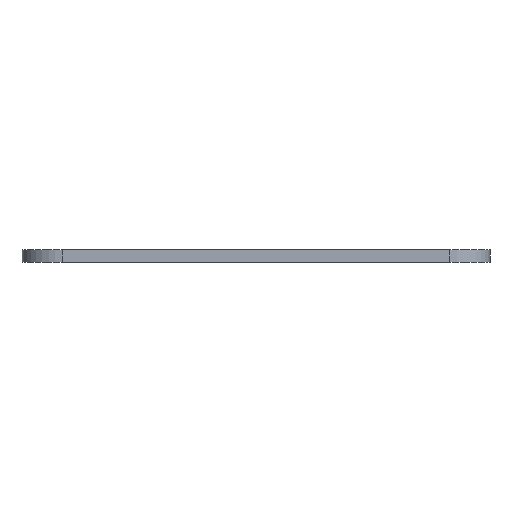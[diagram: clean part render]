
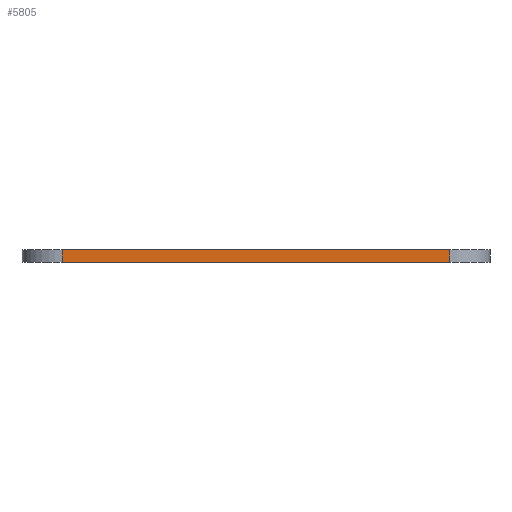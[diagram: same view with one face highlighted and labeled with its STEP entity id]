
A CAD part, left-side view. The second image highlights one B-rep face of the part: STEP entity #5805.
In plain terms, the highlighted planar face has unit normal (-1, 0, 0).
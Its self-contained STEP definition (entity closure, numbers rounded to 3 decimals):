
#603=PLANE('',#6166);
#725=FACE_OUTER_BOUND('',#1070,.T.);
#1070=EDGE_LOOP('',(#4246,#4247,#4248,#4249));
#1402=LINE('',#7194,#1903);
#1406=LINE('',#7203,#1907);
#1496=LINE('',#8373,#1997);
#1497=LINE('',#8376,#1998);
#1903=VECTOR('',#6327,10.);
#1907=VECTOR('',#6335,10.);
#1997=VECTOR('',#6473,10.);
#1998=VECTOR('',#6478,10.);
#2445=VERTEX_POINT('',#7187);
#2448=VERTEX_POINT('',#7192);
#2451=VERTEX_POINT('',#7202);
#2717=VERTEX_POINT('',#8372);
#3054=EDGE_CURVE('',#2448,#2445,#1402,.T.);
#3058=EDGE_CURVE('',#2445,#2451,#1406,.T.);
#3327=EDGE_CURVE('',#2451,#2717,#1496,.T.);
#3329=EDGE_CURVE('',#2717,#2448,#1497,.T.);
#4246=ORIENTED_EDGE('',*,*,#3054,.F.);
#4247=ORIENTED_EDGE('',*,*,#3329,.F.);
#4248=ORIENTED_EDGE('',*,*,#3327,.F.);
#4249=ORIENTED_EDGE('',*,*,#3058,.F.);
#5805=ADVANCED_FACE('',(#725),#603,.T.);
#6166=AXIS2_PLACEMENT_3D('',#8375,#6476,#6477);
#6327=DIRECTION('',(0.,0.,1.));
#6335=DIRECTION('',(0.,-1.,0.));
#6473=DIRECTION('',(0.,0.,-1.));
#6476=DIRECTION('center_axis',(-1.,0.,0.));
#6477=DIRECTION('ref_axis',(0.,-1.,0.));
#6478=DIRECTION('',(0.,1.,0.));
#7187=CARTESIAN_POINT('',(-10.835,21.904,1.5));
#7192=CARTESIAN_POINT('',(-10.835,21.904,0.));
#7194=CARTESIAN_POINT('',(-10.835,21.904,0.));
#7202=CARTESIAN_POINT('',(-10.835,-26.196,1.5));
#7203=CARTESIAN_POINT('',(-10.835,-31.196,1.5));
#8372=CARTESIAN_POINT('',(-10.835,-26.196,0.));
#8373=CARTESIAN_POINT('',(-10.835,-26.196,0.));
#8375=CARTESIAN_POINT('Origin',(-10.835,26.904,0.));
#8376=CARTESIAN_POINT('',(-10.835,-31.196,0.));
